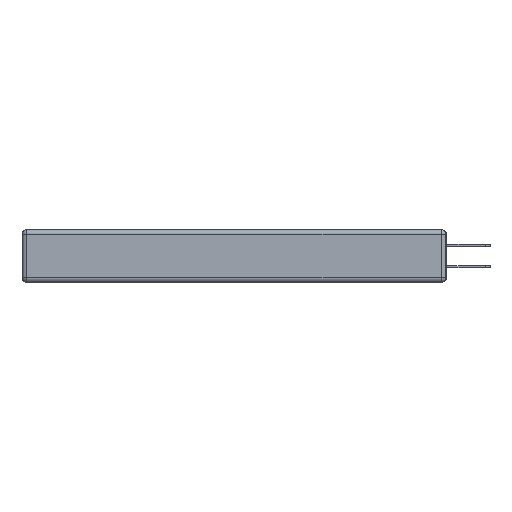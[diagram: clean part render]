
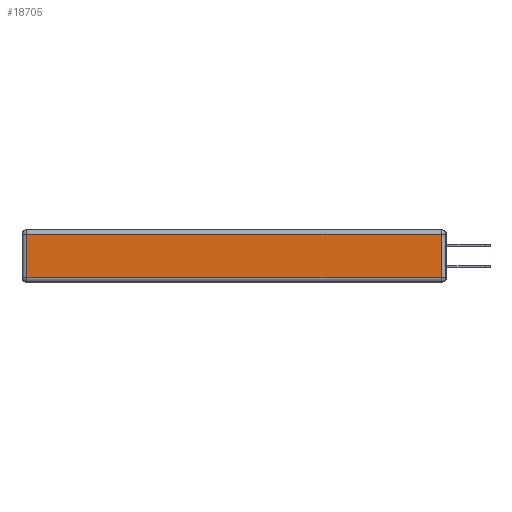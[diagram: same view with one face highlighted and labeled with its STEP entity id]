
A CAD part, left-side view. The second image highlights one B-rep face of the part: STEP entity #18705.
In plain terms, the highlighted planar face has unit normal (-1, 0, 0).
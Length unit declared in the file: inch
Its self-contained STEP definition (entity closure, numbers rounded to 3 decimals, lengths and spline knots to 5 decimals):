
#283 = CARTESIAN_POINT ( 'NONE',  ( 0., 0., -0.343 ) ) ;
#1024 = DIRECTION ( 'NONE',  ( 0., 0., -1. ) ) ;
#4063 = VECTOR ( 'NONE', #11093, 39.37008 ) ;
#5334 = PLANE ( 'NONE',  #14681 ) ;
#5969 = EDGE_CURVE ( 'NONE', #18998, #27052, #17828, .T. ) ;
#6816 = EDGE_CURVE ( 'NONE', #26629, #18998, #10334, .T. ) ;
#7512 = CARTESIAN_POINT ( 'NONE',  ( 0., 0.03, -0.03 ) ) ;
#7550 = VECTOR ( 'NONE', #13649, 39.37008 ) ;
#8461 = EDGE_CURVE ( 'NONE', #27052, #21139, #12374, .T. ) ;
#9534 = CARTESIAN_POINT ( 'NONE',  ( 0., 0.03, -0.343 ) ) ;
#10018 = DIRECTION ( 'NONE',  ( 0., 0., 1. ) ) ;
#10334 = LINE ( 'NONE', #18857, #7550 ) ;
#11093 = DIRECTION ( 'NONE',  ( 0., 1., 0. ) ) ;
#11355 = VECTOR ( 'NONE', #1024, 39.37008 ) ;
#12326 = CARTESIAN_POINT ( 'NONE',  ( 0., 2.72, -0.313 ) ) ;
#12374 = LINE ( 'NONE', #16047, #4063 ) ;
#13446 = CARTESIAN_POINT ( 'NONE',  ( 0., 2.72, -0.343 ) ) ;
#13649 = DIRECTION ( 'NONE',  ( 0., -1., 0. ) ) ;
#14311 = ORIENTED_EDGE ( 'NONE', *, *, #5969, .T. ) ;
#14681 = AXIS2_PLACEMENT_3D ( 'NONE', #283, #22910, #10018 ) ;
#15218 = EDGE_CURVE ( 'NONE', #21139, #26629, #18042, .T. ) ;
#15342 = EDGE_LOOP ( 'NONE', ( #29330, #14311, #26784, #27106 ) ) ;
#16047 = CARTESIAN_POINT ( 'NONE',  ( 0., 2.75, -0.03 ) ) ;
#17375 = CARTESIAN_POINT ( 'NONE',  ( 0., 2.72, -0.03 ) ) ;
#17828 = LINE ( 'NONE', #9534, #26574 ) ;
#18042 = LINE ( 'NONE', #13446, #11355 ) ;
#18705 = ADVANCED_FACE ( 'NONE', ( #30473 ), #5334, .T. ) ;
#18857 = CARTESIAN_POINT ( 'NONE',  ( 0., 0., -0.313 ) ) ;
#18998 = VERTEX_POINT ( 'NONE', #23791 ) ;
#21139 = VERTEX_POINT ( 'NONE', #17375 ) ;
#22910 = DIRECTION ( 'NONE',  ( -1., 0., 0. ) ) ;
#23791 = CARTESIAN_POINT ( 'NONE',  ( 0., 0.03, -0.313 ) ) ;
#26574 = VECTOR ( 'NONE', #26995, 39.37008 ) ;
#26629 = VERTEX_POINT ( 'NONE', #12326 ) ;
#26784 = ORIENTED_EDGE ( 'NONE', *, *, #8461, .T. ) ;
#26995 = DIRECTION ( 'NONE',  ( 0., 0., 1. ) ) ;
#27052 = VERTEX_POINT ( 'NONE', #7512 ) ;
#27106 = ORIENTED_EDGE ( 'NONE', *, *, #15218, .T. ) ;
#29330 = ORIENTED_EDGE ( 'NONE', *, *, #6816, .T. ) ;
#30473 = FACE_OUTER_BOUND ( 'NONE', #15342, .T. ) ;
